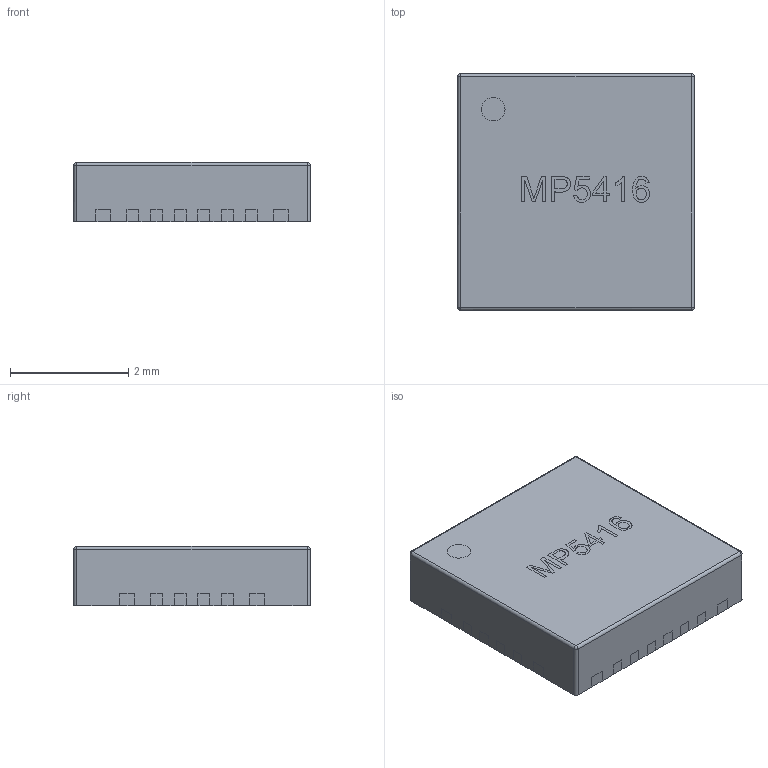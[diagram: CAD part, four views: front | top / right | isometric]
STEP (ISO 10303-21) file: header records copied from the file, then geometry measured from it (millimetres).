
FILE_DESCRIPTION (( 'STEP AP214' ), '1' );
FILE_NAME ('User Library-MP5416(QFN-28-4mmx4mm).STEP', '2020-03-29T06:22:45', ( '' ), ( '' ), 'SwSTEP 2.0', 'SolidWorks 2019', '' );
FILE_SCHEMA (( 'AUTOMOTIVE_DESIGN' ));
Length unit declared in the file: millimetre
Products named in the file (37): ACIS Solid_2482; ACIS Solid_2941; ACIS Solid_2878; ACIS Solid_2587; Part_2522; ACIS Solid_2566; ACIS Solid_2629; 6; User Library-MP5416(QFN-28-4mmx4mm); ACIS Solid_2710; 5; Part_2708; ACIS Solid_2731; 1; ACIS Solid_2524; ACIS Solid_2962; ACIS Solid_12340; ACIS Solid_2398; ACIS Solid_19233; ACIS Solid_2650; ACIS Solid_2671; ACIS Solid_2773; ACIS Solid_2440; ACIS Solid_2794; ACIS Solid_2836; 3; ACIS Solid_2545; ACIS Solid_2608; ACIS Solid_2419; 2; ACIS Solid_2857; ACIS Solid_2752; ACIS Solid_2815; 4; ACIS Solid_2899; ACIS Solid_2920; ACIS Solid_2461
Assembly tree (36 placements, depth 2):
  User Library-MP5416(QFN-28-4mmx4mm)
    ACIS Solid_2398
    ACIS Solid_2419
    ACIS Solid_2440
    ACIS Solid_2461
    ACIS Solid_2482
    ACIS Solid_2524
    ACIS Solid_2545
    ACIS Solid_2566
    ACIS Solid_2587
    ACIS Solid_2608
    ACIS Solid_2629
    ACIS Solid_2650
    ACIS Solid_2671
    ACIS Solid_2710
    ACIS Solid_2731
    ACIS Solid_2752
    ACIS Solid_2773
    ACIS Solid_2794
    ACIS Solid_2815
    ACIS Solid_2836
    ACIS Solid_2857
    ACIS Solid_2878
    ACIS Solid_2899
    ACIS Solid_2920
    ACIS Solid_2941
    ACIS Solid_2962
    Part_2522
    Part_2708
    ACIS Solid_12340
    1
    2
    3
    4
    5
    6
    ACIS Solid_19233
Bounding box: 4 x 4 x 1 mm (x, y, z)
Volume: 16 mm3; surface area: 75.1 mm2
Topology: 36 solids, 36 shells, 638 faces, 1664 edges, 1104 vertices
Faces by surface type: plane 410, bspline 118, cylinder 110
Entity records: 29104 total; most frequent: CARTESIAN_POINT 5399, ORIENTED_EDGE 3320, DIRECTION 2774, EDGE_CURVE 1660, LINE 1208, VECTOR 1208, VERTEX_POINT 1104, AXIS2_PLACEMENT_3D 783
